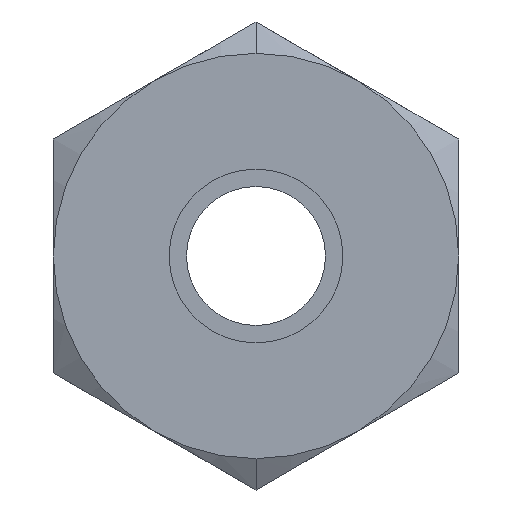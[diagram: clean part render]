
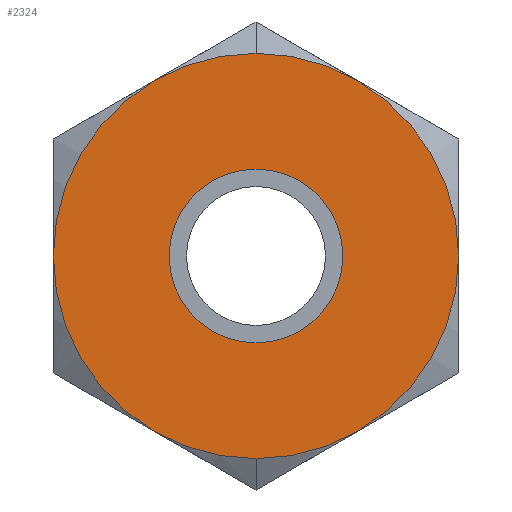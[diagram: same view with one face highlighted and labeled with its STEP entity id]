
A CAD part, left-side view. The second image highlights one B-rep face of the part: STEP entity #2324.
In plain terms, the highlighted planar face has unit normal (-1, 0, 0).
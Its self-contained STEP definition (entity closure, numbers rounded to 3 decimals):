
#149 = DIRECTION ( 'NONE',  ( 0., 0., -1. ) ) ;
#1562 = CARTESIAN_POINT ( 'NONE',  ( 0., 0., 7. ) ) ;
#1682 = ORIENTED_EDGE ( 'NONE', *, *, #5670, .T. ) ;
#2324 = ADVANCED_FACE ( 'NONE', ( #9009, #5380 ), #8268, .T. ) ;
#2357 = AXIS2_PLACEMENT_3D ( 'NONE', #8004, #7211, #7913 ) ;
#2586 = AXIS2_PLACEMENT_3D ( 'NONE', #2831, #7065, #5673 ) ;
#2632 = CARTESIAN_POINT ( 'NONE',  ( 0., 0., 3.5 ) ) ;
#2831 = CARTESIAN_POINT ( 'NONE',  ( 0., 0., 0. ) ) ;
#2892 = VERTEX_POINT ( 'NONE', #1562 ) ;
#3015 = VERTEX_POINT ( 'NONE', #4823 ) ;
#3334 = CIRCLE ( 'NONE', #8092, 7. ) ;
#3595 = EDGE_CURVE ( 'NONE', #3862, #2892, #3334, .T. ) ;
#3700 = EDGE_LOOP ( 'NONE', ( #1682, #7057 ) ) ;
#3768 = CARTESIAN_POINT ( 'NONE',  ( 0., 0., -7. ) ) ;
#3791 = DIRECTION ( 'NONE',  ( 1., 0., 0. ) ) ;
#3861 = AXIS2_PLACEMENT_3D ( 'NONE', #5384, #3791, #6734 ) ;
#3862 = VERTEX_POINT ( 'NONE', #3768 ) ;
#4823 = CARTESIAN_POINT ( 'NONE',  ( 0., 0., 3. ) ) ;
#4838 = EDGE_CURVE ( 'NONE', #2892, #3862, #7109, .T. ) ;
#5380 = FACE_OUTER_BOUND ( 'NONE', #7910, .T. ) ;
#5384 = CARTESIAN_POINT ( 'NONE',  ( 0., 0., 0. ) ) ;
#5477 = DIRECTION ( 'NONE',  ( -1., 0., 0. ) ) ;
#5551 = CARTESIAN_POINT ( 'NONE',  ( 0., 0., -3. ) ) ;
#5670 = EDGE_CURVE ( 'NONE', #7957, #3015, #6583, .T. ) ;
#5673 = DIRECTION ( 'NONE',  ( 0., 0., -1. ) ) ;
#5786 = CARTESIAN_POINT ( 'NONE',  ( 0., 0., 0. ) ) ;
#6583 = CIRCLE ( 'NONE', #2586, 3. ) ;
#6734 = DIRECTION ( 'NONE',  ( 0., 0., 1. ) ) ;
#7057 = ORIENTED_EDGE ( 'NONE', *, *, #8589, .T. ) ;
#7065 = DIRECTION ( 'NONE',  ( 1., 0., 0. ) ) ;
#7109 = CIRCLE ( 'NONE', #2357, 7. ) ;
#7211 = DIRECTION ( 'NONE',  ( 1., 0., 0. ) ) ;
#7910 = EDGE_LOOP ( 'NONE', ( #8468, #8559 ) ) ;
#7913 = DIRECTION ( 'NONE',  ( 0., 0., 1. ) ) ;
#7957 = VERTEX_POINT ( 'NONE', #5551 ) ;
#8004 = CARTESIAN_POINT ( 'NONE',  ( 0., 0., 0. ) ) ;
#8092 = AXIS2_PLACEMENT_3D ( 'NONE', #5786, #8628, #149 ) ;
#8268 = PLANE ( 'NONE',  #8667 ) ;
#8310 = DIRECTION ( 'NONE',  ( 0., 0., 1. ) ) ;
#8468 = ORIENTED_EDGE ( 'NONE', *, *, #4838, .F. ) ;
#8559 = ORIENTED_EDGE ( 'NONE', *, *, #3595, .F. ) ;
#8589 = EDGE_CURVE ( 'NONE', #3015, #7957, #9204, .T. ) ;
#8628 = DIRECTION ( 'NONE',  ( 1., 0., 0. ) ) ;
#8667 = AXIS2_PLACEMENT_3D ( 'NONE', #2632, #5477, #8310 ) ;
#9009 = FACE_BOUND ( 'NONE', #3700, .T. ) ;
#9204 = CIRCLE ( 'NONE', #3861, 3. ) ;
